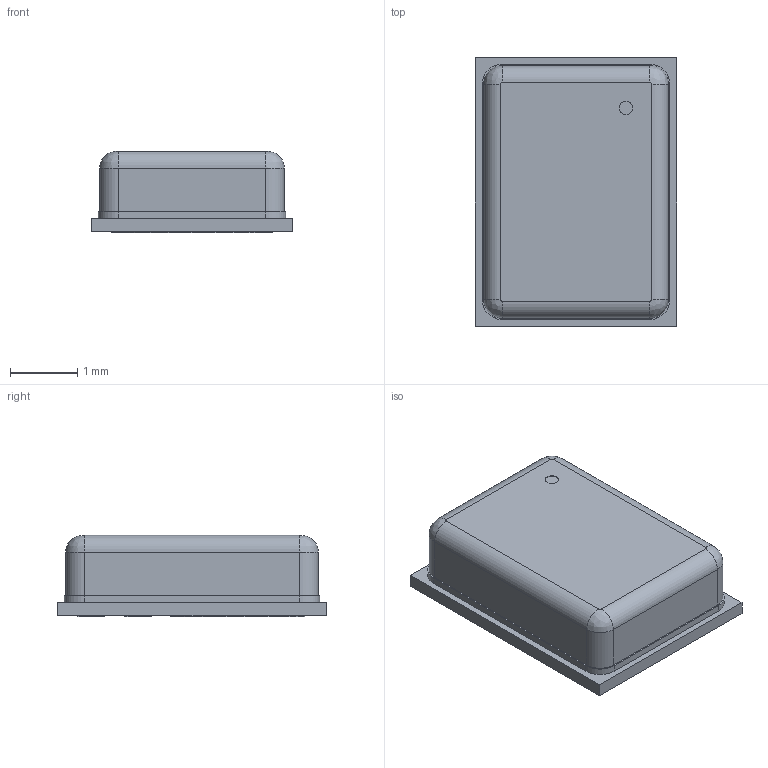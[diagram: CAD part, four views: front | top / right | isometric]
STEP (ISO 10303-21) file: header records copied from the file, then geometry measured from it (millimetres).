
FILE_DESCRIPTION(/* description */ (''),/* implementation_level */ '2;1');
FILE_NAME(/* name */ 'IM73D122V01XTMA1.step',/* time_stamp */ '2024-04-26T12:07:44+02:00',/* author */ (''),/* organization */ (''),/* preprocessor_version */ 'ST-DEVELOPER v20',/* originating_system */ 'Autodesk Translation Framework v12.20.1.177',/* authorisation */ '');
FILE_SCHEMA (('AUTOMOTIVE_DESIGN { 1 0 10303 214 3 1 1 }'));
Length unit declared in the file: millimetre
Products named in the file (1): IM73D122V01XTMA1
Bounding box: 3 x 4 x 1.21 mm (x, y, z)
Volume: 12.5 mm3; surface area: 65.4 mm2
Topology: 7 solids, 7 shells, 64 faces, 136 edges, 88 vertices
Faces by surface type: plane 44, cylinder 16, bspline 4
Full cylindrical faces by diameter (mm): 0.2 x1, 0.6 x1, 1.2 x1, 2 x1
Entity records: 1777 total; most frequent: CARTESIAN_POINT 321, DIRECTION 294, ORIENTED_EDGE 272, EDGE_CURVE 136, LINE 100, VECTOR 100, AXIS2_PLACEMENT_3D 97, VERTEX_POINT 88
